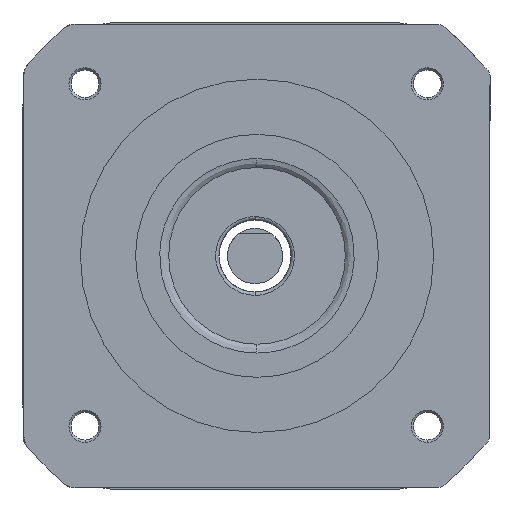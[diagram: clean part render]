
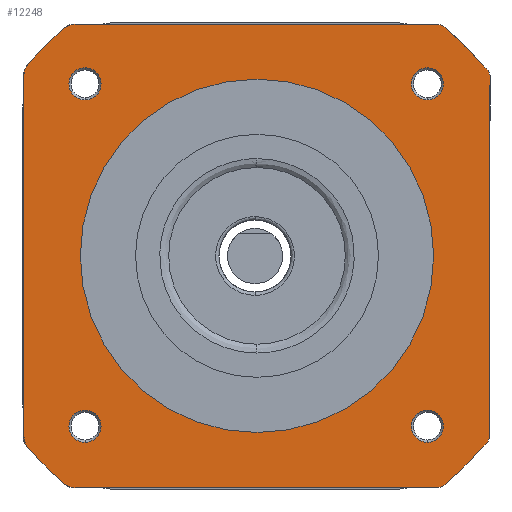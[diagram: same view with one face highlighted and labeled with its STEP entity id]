
A CAD part, front view. The second image highlights one B-rep face of the part: STEP entity #12248.
In plain terms, the highlighted planar face has unit normal (0, -1, 0).
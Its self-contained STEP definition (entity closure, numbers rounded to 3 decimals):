
#411=PLANE('',#13652);
#1694=VECTOR('',#22402,1.);
#1695=VECTOR('',#22409,1.);
#1696=VECTOR('',#22416,1.);
#1697=VECTOR('',#22423,1.);
#2623=LINE('',#18308,#1694);
#2624=LINE('',#18316,#1695);
#2625=LINE('',#18324,#1696);
#2626=LINE('',#18332,#1697);
#3776=VERTEX_POINT('',#18197);
#3777=VERTEX_POINT('',#18199);
#3780=VERTEX_POINT('',#18206);
#3781=VERTEX_POINT('',#18208);
#3784=VERTEX_POINT('',#18215);
#3785=VERTEX_POINT('',#18217);
#3788=VERTEX_POINT('',#18224);
#3789=VERTEX_POINT('',#18226);
#3792=VERTEX_POINT('',#18233);
#3793=VERTEX_POINT('',#18235);
#3816=VERTEX_POINT('',#18302);
#3817=VERTEX_POINT('',#18303);
#3818=VERTEX_POINT('',#18305);
#3819=VERTEX_POINT('',#18307);
#3820=VERTEX_POINT('',#18309);
#3821=VERTEX_POINT('',#18311);
#3822=VERTEX_POINT('',#18313);
#3823=VERTEX_POINT('',#18315);
#3824=VERTEX_POINT('',#18317);
#3825=VERTEX_POINT('',#18319);
#3826=VERTEX_POINT('',#18321);
#3827=VERTEX_POINT('',#18323);
#3828=VERTEX_POINT('',#18325);
#3829=VERTEX_POINT('',#18327);
#3830=VERTEX_POINT('',#18329);
#3831=VERTEX_POINT('',#18331);
#4639=CIRCLE('',#13618,16.);
#4641=CIRCLE('',#13621,1.456);
#4643=CIRCLE('',#13624,1.456);
#4645=CIRCLE('',#13627,1.456);
#4647=CIRCLE('',#13630,1.456);
#4659=CIRCLE('',#13653,1.507);
#4660=CIRCLE('',#13654,26.9);
#4661=CIRCLE('',#13655,1.507);
#4662=CIRCLE('',#13656,1.507);
#4663=CIRCLE('',#13657,26.9);
#4664=CIRCLE('',#13658,1.507);
#4665=CIRCLE('',#13659,1.507);
#4666=CIRCLE('',#13660,26.9);
#4667=CIRCLE('',#13661,1.507);
#4668=CIRCLE('',#13662,1.507);
#4669=CIRCLE('',#13663,26.9);
#4670=CIRCLE('',#13664,1.507);
#4671=CIRCLE('',#13665,16.);
#4672=CIRCLE('',#13666,1.456);
#4673=CIRCLE('',#13667,1.456);
#4674=CIRCLE('',#13668,1.456);
#4675=CIRCLE('',#13669,1.456);
#6371=EDGE_CURVE('',#3776,#3777,#4639,.T.);
#6375=EDGE_CURVE('',#3780,#3781,#4641,.T.);
#6379=EDGE_CURVE('',#3784,#3785,#4643,.T.);
#6383=EDGE_CURVE('',#3788,#3789,#4645,.T.);
#6387=EDGE_CURVE('',#3792,#3793,#4647,.T.);
#6420=EDGE_CURVE('',#3816,#3817,#4659,.T.);
#6421=EDGE_CURVE('',#3818,#3816,#4660,.T.);
#6422=EDGE_CURVE('',#3819,#3818,#4661,.T.);
#6423=EDGE_CURVE('',#3820,#3819,#2623,.T.);
#6424=EDGE_CURVE('',#3821,#3820,#4662,.T.);
#6425=EDGE_CURVE('',#3822,#3821,#4663,.T.);
#6426=EDGE_CURVE('',#3823,#3822,#4664,.T.);
#6427=EDGE_CURVE('',#3824,#3823,#2624,.T.);
#6428=EDGE_CURVE('',#3825,#3824,#4665,.T.);
#6429=EDGE_CURVE('',#3826,#3825,#4666,.T.);
#6430=EDGE_CURVE('',#3827,#3826,#4667,.T.);
#6431=EDGE_CURVE('',#3828,#3827,#2625,.T.);
#6432=EDGE_CURVE('',#3829,#3828,#4668,.T.);
#6433=EDGE_CURVE('',#3830,#3829,#4669,.T.);
#6434=EDGE_CURVE('',#3831,#3830,#4670,.T.);
#6435=EDGE_CURVE('',#3817,#3831,#2626,.T.);
#6436=EDGE_CURVE('',#3777,#3776,#4671,.T.);
#6437=EDGE_CURVE('',#3781,#3780,#4672,.T.);
#6438=EDGE_CURVE('',#3785,#3784,#4673,.T.);
#6439=EDGE_CURVE('',#3789,#3788,#4674,.T.);
#6440=EDGE_CURVE('',#3793,#3792,#4675,.T.);
#9883=ORIENTED_EDGE('',*,*,#6420,.F.);
#9884=ORIENTED_EDGE('',*,*,#6421,.F.);
#9885=ORIENTED_EDGE('',*,*,#6422,.F.);
#9886=ORIENTED_EDGE('',*,*,#6423,.F.);
#9887=ORIENTED_EDGE('',*,*,#6424,.F.);
#9888=ORIENTED_EDGE('',*,*,#6425,.F.);
#9889=ORIENTED_EDGE('',*,*,#6426,.F.);
#9890=ORIENTED_EDGE('',*,*,#6427,.F.);
#9891=ORIENTED_EDGE('',*,*,#6428,.F.);
#9892=ORIENTED_EDGE('',*,*,#6429,.F.);
#9893=ORIENTED_EDGE('',*,*,#6430,.F.);
#9894=ORIENTED_EDGE('',*,*,#6431,.F.);
#9895=ORIENTED_EDGE('',*,*,#6432,.F.);
#9896=ORIENTED_EDGE('',*,*,#6433,.F.);
#9897=ORIENTED_EDGE('',*,*,#6434,.F.);
#9898=ORIENTED_EDGE('',*,*,#6435,.F.);
#9899=ORIENTED_EDGE('',*,*,#6436,.F.);
#9900=ORIENTED_EDGE('',*,*,#6371,.F.);
#9901=ORIENTED_EDGE('',*,*,#6437,.F.);
#9902=ORIENTED_EDGE('',*,*,#6375,.F.);
#9903=ORIENTED_EDGE('',*,*,#6438,.F.);
#9904=ORIENTED_EDGE('',*,*,#6379,.F.);
#9905=ORIENTED_EDGE('',*,*,#6439,.F.);
#9906=ORIENTED_EDGE('',*,*,#6383,.F.);
#9907=ORIENTED_EDGE('',*,*,#6440,.F.);
#9908=ORIENTED_EDGE('',*,*,#6387,.F.);
#10850=EDGE_LOOP('',(#9883,#9884,#9885,#9886,#9887,#9888,#9889,#9890,#9891,
#9892,#9893,#9894,#9895,#9896,#9897,#9898));
#10851=EDGE_LOOP('',(#9899,#9900));
#10852=EDGE_LOOP('',(#9901,#9902));
#10853=EDGE_LOOP('',(#9903,#9904));
#10854=EDGE_LOOP('',(#9905,#9906));
#10855=EDGE_LOOP('',(#9907,#9908));
#11569=FACE_BOUND('',#10850,.T.);
#11570=FACE_BOUND('',#10851,.T.);
#11571=FACE_BOUND('',#10852,.T.);
#11572=FACE_BOUND('',#10853,.T.);
#11573=FACE_BOUND('',#10854,.T.);
#11574=FACE_BOUND('',#10855,.T.);
#12248=ADVANCED_FACE('',(#11569,#11570,#11571,#11572,#11573,#11574),#411,
 .F.);
#13618=AXIS2_PLACEMENT_3D('',#18198,#22298,#22299);
#13621=AXIS2_PLACEMENT_3D('',#18207,#22306,#22307);
#13624=AXIS2_PLACEMENT_3D('',#18216,#22314,#22315);
#13627=AXIS2_PLACEMENT_3D('',#18225,#22322,#22323);
#13630=AXIS2_PLACEMENT_3D('',#18234,#22330,#22331);
#13652=AXIS2_PLACEMENT_3D('',#18300,#22395,$);
#13653=AXIS2_PLACEMENT_3D('',#18301,#22396,#22397);
#13654=AXIS2_PLACEMENT_3D('',#18304,#22398,#22399);
#13655=AXIS2_PLACEMENT_3D('',#18306,#22400,#22401);
#13656=AXIS2_PLACEMENT_3D('',#18310,#22403,#22404);
#13657=AXIS2_PLACEMENT_3D('',#18312,#22405,#22406);
#13658=AXIS2_PLACEMENT_3D('',#18314,#22407,#22408);
#13659=AXIS2_PLACEMENT_3D('',#18318,#22410,#22411);
#13660=AXIS2_PLACEMENT_3D('',#18320,#22412,#22413);
#13661=AXIS2_PLACEMENT_3D('',#18322,#22414,#22415);
#13662=AXIS2_PLACEMENT_3D('',#18326,#22417,#22418);
#13663=AXIS2_PLACEMENT_3D('',#18328,#22419,#22420);
#13664=AXIS2_PLACEMENT_3D('',#18330,#22421,#22422);
#13665=AXIS2_PLACEMENT_3D('',#18333,#22424,#22425);
#13666=AXIS2_PLACEMENT_3D('',#18334,#22426,#22427);
#13667=AXIS2_PLACEMENT_3D('',#18335,#22428,#22429);
#13668=AXIS2_PLACEMENT_3D('',#18336,#22430,#22431);
#13669=AXIS2_PLACEMENT_3D('',#18337,#22432,#22433);
#18197=CARTESIAN_POINT('',(0.,0.,16.));
#18198=CARTESIAN_POINT('',(0.,0.,0.));
#18199=CARTESIAN_POINT('',(0.,0.,-16.));
#18206=CARTESIAN_POINT('',(-15.574,0.,17.03));
#18207=CARTESIAN_POINT('',(-15.574,0.,15.574));
#18208=CARTESIAN_POINT('',(-15.574,0.,14.118));
#18215=CARTESIAN_POINT('',(15.426,0.,17.03));
#18216=CARTESIAN_POINT('',(15.426,0.,15.574));
#18217=CARTESIAN_POINT('',(15.426,0.,14.118));
#18224=CARTESIAN_POINT('',(15.426,0.,-13.97));
#18225=CARTESIAN_POINT('',(15.426,0.,-15.426));
#18226=CARTESIAN_POINT('',(15.426,0.,-16.882));
#18233=CARTESIAN_POINT('',(-15.574,0.,-13.97));
#18234=CARTESIAN_POINT('',(-15.574,0.,-15.426));
#18235=CARTESIAN_POINT('',(-15.574,0.,-16.882));
#18300=CARTESIAN_POINT('',(0.,0.,0.));
#18301=CARTESIAN_POINT('',(-16.45,0.,19.48));
#18302=CARTESIAN_POINT('',(-17.416,0.,20.637));
#18303=CARTESIAN_POINT('',(-16.45,0.,20.988));
#18304=CARTESIAN_POINT('',(-0.179,0.,-0.014));
#18305=CARTESIAN_POINT('',(-20.75,0.,17.319));
#18306=CARTESIAN_POINT('',(-19.593,0.,16.354));
#18307=CARTESIAN_POINT('',(-21.1,0.,16.354));
#18308=CARTESIAN_POINT('',(-21.1,0.,-16.354));
#18309=CARTESIAN_POINT('',(-21.1,0.,-16.354));
#18310=CARTESIAN_POINT('',(-19.593,0.,-16.391));
#18311=CARTESIAN_POINT('',(-20.831,0.,-17.251));
#18312=CARTESIAN_POINT('',(-0.179,0.,-0.014));
#18313=CARTESIAN_POINT('',(-17.416,0.,-20.666));
#18314=CARTESIAN_POINT('',(-16.45,0.,-19.509));
#18315=CARTESIAN_POINT('',(-16.45,0.,-21.016));
#18316=CARTESIAN_POINT('',(16.257,0.,-21.016));
#18317=CARTESIAN_POINT('',(16.257,0.,-21.016));
#18318=CARTESIAN_POINT('',(16.08,0.,-19.519));
#18319=CARTESIAN_POINT('',(17.058,0.,-20.666));
#18320=CARTESIAN_POINT('',(-0.179,0.,-0.014));
#18321=CARTESIAN_POINT('',(20.473,0.,-17.251));
#18322=CARTESIAN_POINT('',(19.635,0.,-15.998));
#18323=CARTESIAN_POINT('',(21.1,0.,-16.354));
#18324=CARTESIAN_POINT('',(21.1,0.,16.354));
#18325=CARTESIAN_POINT('',(21.1,0.,16.354));
#18326=CARTESIAN_POINT('',(19.644,0.,15.964));
#18327=CARTESIAN_POINT('',(20.473,0.,17.223));
#18328=CARTESIAN_POINT('',(-0.179,0.,-0.014));
#18329=CARTESIAN_POINT('',(17.058,0.,20.637));
#18330=CARTESIAN_POINT('',(16.08,0.,19.491));
#18331=CARTESIAN_POINT('',(16.257,0.,20.988));
#18332=CARTESIAN_POINT('',(-16.45,0.,20.988));
#18333=CARTESIAN_POINT('',(0.,0.,0.));
#18334=CARTESIAN_POINT('',(-15.574,0.,15.574));
#18335=CARTESIAN_POINT('',(15.426,0.,15.574));
#18336=CARTESIAN_POINT('',(15.426,0.,-15.426));
#18337=CARTESIAN_POINT('',(-15.574,0.,-15.426));
#22298=DIRECTION('',(0.,-1.,0.));
#22299=DIRECTION('',(0.,0.,-16.));
#22306=DIRECTION('',(0.,-1.,0.));
#22307=DIRECTION('',(0.,0.,-1.456));
#22314=DIRECTION('',(0.,-1.,0.));
#22315=DIRECTION('',(0.,0.,-1.456));
#22322=DIRECTION('',(0.,-1.,0.));
#22323=DIRECTION('',(0.,0.,-1.456));
#22330=DIRECTION('',(0.,-1.,0.));
#22331=DIRECTION('',(0.,0.,-1.456));
#22395=DIRECTION('',(0.,1.,0.));
#22396=DIRECTION('',(0.,1.,0.));
#22397=DIRECTION('',(0.,0.,-1.507));
#22398=DIRECTION('',(0.,1.,0.));
#22399=DIRECTION('',(0.,0.,-26.9));
#22400=DIRECTION('',(0.,1.,0.));
#22401=DIRECTION('',(0.,0.,-1.507));
#22402=DIRECTION('',(0.,0.,1.));
#22403=DIRECTION('',(0.,1.,0.));
#22404=DIRECTION('',(0.,0.,-1.507));
#22405=DIRECTION('',(0.,1.,0.));
#22406=DIRECTION('',(0.,0.,-26.9));
#22407=DIRECTION('',(0.,1.,0.));
#22408=DIRECTION('',(0.,0.,-1.507));
#22409=DIRECTION('',(-1.,0.,0.));
#22410=DIRECTION('',(0.,1.,0.));
#22411=DIRECTION('',(0.,0.,-1.507));
#22412=DIRECTION('',(0.,1.,0.));
#22413=DIRECTION('',(0.,0.,-26.9));
#22414=DIRECTION('',(0.,1.,0.));
#22415=DIRECTION('',(0.,0.,-1.507));
#22416=DIRECTION('',(0.,0.,-1.));
#22417=DIRECTION('',(0.,1.,0.));
#22418=DIRECTION('',(0.,0.,-1.507));
#22419=DIRECTION('',(0.,1.,0.));
#22420=DIRECTION('',(0.,0.,-26.9));
#22421=DIRECTION('',(0.,1.,0.));
#22422=DIRECTION('',(0.,0.,-1.507));
#22423=DIRECTION('',(1.,0.,0.));
#22424=DIRECTION('',(0.,-1.,0.));
#22425=DIRECTION('',(0.,0.,-16.));
#22426=DIRECTION('',(0.,-1.,0.));
#22427=DIRECTION('',(0.,0.,-1.456));
#22428=DIRECTION('',(0.,-1.,0.));
#22429=DIRECTION('',(0.,0.,-1.456));
#22430=DIRECTION('',(0.,-1.,0.));
#22431=DIRECTION('',(0.,0.,-1.456));
#22432=DIRECTION('',(0.,-1.,0.));
#22433=DIRECTION('',(0.,0.,-1.456));
